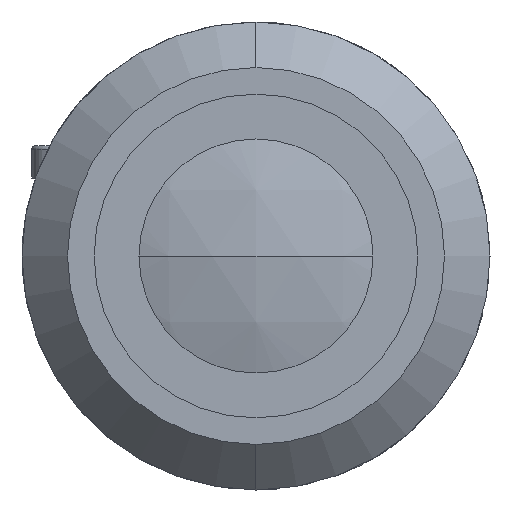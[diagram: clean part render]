
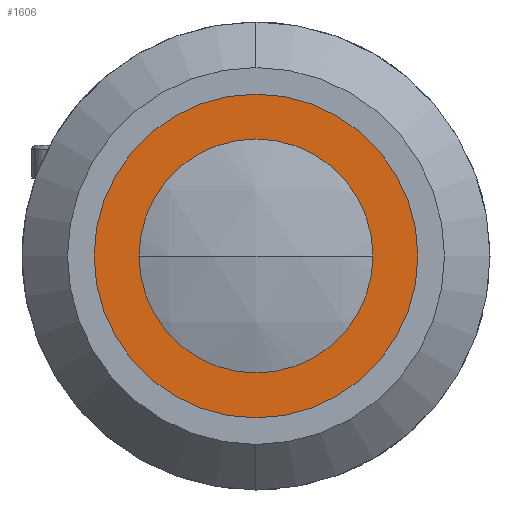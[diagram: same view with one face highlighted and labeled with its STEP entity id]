
A CAD part, left-side view. The second image highlights one B-rep face of the part: STEP entity #1606.
In plain terms, the highlighted planar face has unit normal (-1, 0, 0).
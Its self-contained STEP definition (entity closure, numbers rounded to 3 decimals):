
#164 = AXIS2_PLACEMENT_3D ( 'NONE', #966, #2930, #1253 ) ;
#243 = CIRCLE ( 'NONE', #1342, 13.2 ) ;
#294 = VERTEX_POINT ( 'NONE', #360 ) ;
#360 = CARTESIAN_POINT ( 'NONE',  ( 3.5, 0., 13.2 ) ) ;
#367 = CARTESIAN_POINT ( 'NONE',  ( 3.5, 0., 0. ) ) ;
#431 = CARTESIAN_POINT ( 'NONE',  ( 3.5, 0., 0. ) ) ;
#449 = EDGE_LOOP ( 'NONE', ( #1127, #1912 ) ) ;
#530 = CARTESIAN_POINT ( 'NONE',  ( 3.5, 0., -9. ) ) ;
#616 = VERTEX_POINT ( 'NONE', #1207 ) ;
#686 = DIRECTION ( 'NONE',  ( 0., 0., 1. ) ) ;
#708 = EDGE_LOOP ( 'NONE', ( #3320, #1983 ) ) ;
#742 = DIRECTION ( 'NONE',  ( 0., 0., 1. ) ) ;
#765 = DIRECTION ( 'NONE',  ( -1., 0., 0. ) ) ;
#815 = AXIS2_PLACEMENT_3D ( 'NONE', #939, #3419, #1829 ) ;
#939 = CARTESIAN_POINT ( 'NONE',  ( 3.5, 13.2, 0. ) ) ;
#966 = CARTESIAN_POINT ( 'NONE',  ( 3.5, 0., 0. ) ) ;
#1074 = CIRCLE ( 'NONE', #164, 9. ) ;
#1127 = ORIENTED_EDGE ( 'NONE', *, *, #2505, .F. ) ;
#1207 = CARTESIAN_POINT ( 'NONE',  ( 3.5, 0., -13.2 ) ) ;
#1253 = DIRECTION ( 'NONE',  ( 0., 0., 1. ) ) ;
#1342 = AXIS2_PLACEMENT_3D ( 'NONE', #431, #2470, #742 ) ;
#1454 = VERTEX_POINT ( 'NONE', #530 ) ;
#1532 = PLANE ( 'NONE',  #815 ) ;
#1606 = ADVANCED_FACE ( 'NONE', ( #3310, #3248 ), #1532, .F. ) ;
#1717 = EDGE_CURVE ( 'NONE', #1454, #2590, #1074, .T. ) ;
#1827 = EDGE_CURVE ( 'NONE', #616, #294, #243, .T. ) ;
#1829 = DIRECTION ( 'NONE',  ( 0., 0., -1. ) ) ;
#1912 = ORIENTED_EDGE ( 'NONE', *, *, #1717, .F. ) ;
#1983 = ORIENTED_EDGE ( 'NONE', *, *, #1827, .T. ) ;
#2211 = CARTESIAN_POINT ( 'NONE',  ( 3.5, 0., 9. ) ) ;
#2269 = EDGE_CURVE ( 'NONE', #294, #616, #3140, .T. ) ;
#2414 = DIRECTION ( 'NONE',  ( -1., 0., 0. ) ) ;
#2470 = DIRECTION ( 'NONE',  ( -1., 0., 0. ) ) ;
#2494 = CARTESIAN_POINT ( 'NONE',  ( 3.5, 0., 0. ) ) ;
#2505 = EDGE_CURVE ( 'NONE', #2590, #1454, #2863, .T. ) ;
#2590 = VERTEX_POINT ( 'NONE', #2211 ) ;
#2763 = DIRECTION ( 'NONE',  ( 0., 0., 1. ) ) ;
#2863 = CIRCLE ( 'NONE', #3106, 9. ) ;
#2930 = DIRECTION ( 'NONE',  ( -1., 0., 0. ) ) ;
#3106 = AXIS2_PLACEMENT_3D ( 'NONE', #2494, #765, #2763 ) ;
#3140 = CIRCLE ( 'NONE', #3290, 13.2 ) ;
#3248 = FACE_OUTER_BOUND ( 'NONE', #708, .T. ) ;
#3290 = AXIS2_PLACEMENT_3D ( 'NONE', #367, #2414, #686 ) ;
#3310 = FACE_BOUND ( 'NONE', #449, .T. ) ;
#3320 = ORIENTED_EDGE ( 'NONE', *, *, #2269, .T. ) ;
#3419 = DIRECTION ( 'NONE',  ( 1., 0., 0. ) ) ;
